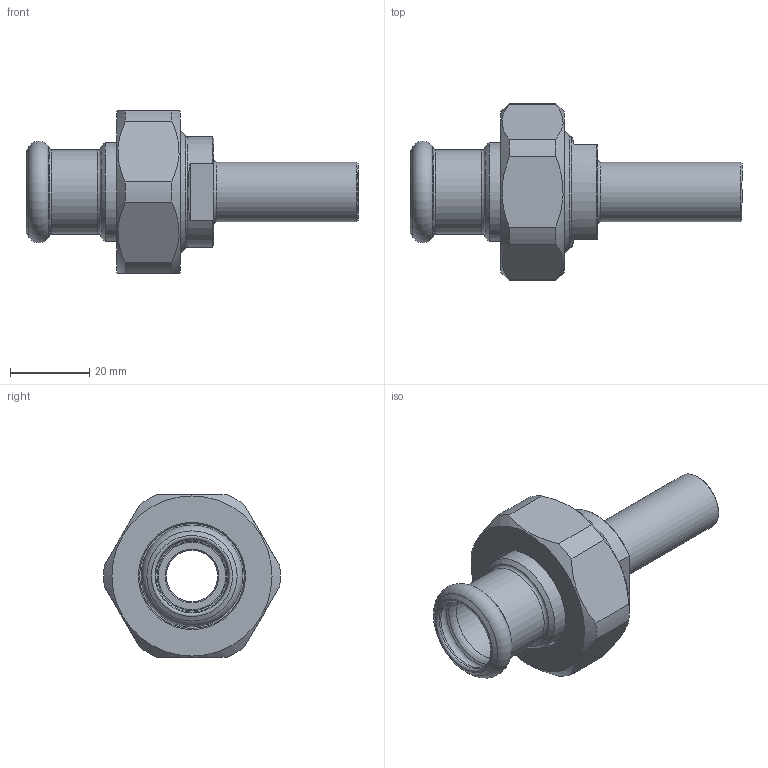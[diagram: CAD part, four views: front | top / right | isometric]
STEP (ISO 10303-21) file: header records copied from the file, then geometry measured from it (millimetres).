
FILE_DESCRIPTION(/* description */ (''),/* implementation_level */ '2;1');
FILE_NAME(/* name */ '3D_R666-PME-PG-18-DN25-15_1711304822.stp',/* time_stamp */ '2021-07-19T11:07:17+02:00',/* author */ ('cad'),/* organization */ (''),/* preprocessor_version */ 'ST-DEVELOPER v18.1',/* originating_system */ 'Autodesk Inventor 2022',/* authorisation */ '');
FILE_SCHEMA (('AUTOMOTIVE_DESIGN { 1 0 10303 214 3 1 1 }'));
Length unit declared in the file: millimetre
Products named in the file (4): 3D_R666-PME-PG-18-DN25-15_1711304822; 3D_R666-M-DN25_17113930; 3D_R666-PG-15-DN25_17113675; 3D_R666-PME-18-DN25_171134920
Assembly tree (3 placements, depth 2):
  3D_R666-PME-PG-18-DN25-15_1711304822
    3D_R666-M-DN25_17113930
    3D_R666-PG-15-DN25_17113675
    3D_R666-PME-18-DN25_171134920
Bounding box: 84 x 44.68 x 41 mm (x, y, z)
Volume: 27883.7 mm3; surface area: 16601.8 mm2
Topology: 3 solids, 3 shells, 68 faces, 157 edges, 99 vertices
Faces by surface type: plane 20, cone 20, cylinder 18, torus 10
Full cylindrical faces by diameter (mm): 13 x1, 15 x1, 17 x1, 18.3 x1, 18.7 x1, 21.3 x1, 25 x1, 26.5 x1, 28 x1, 29.5 x1, 30.291 x1, 33.1 x1
Entity records: 2104 total; most frequent: DIRECTION 382, CARTESIAN_POINT 363, ORIENTED_EDGE 314, AXIS2_PLACEMENT_3D 166, EDGE_CURVE 157, VERTEX_POINT 99, CIRCLE 89, EDGE_LOOP 78
